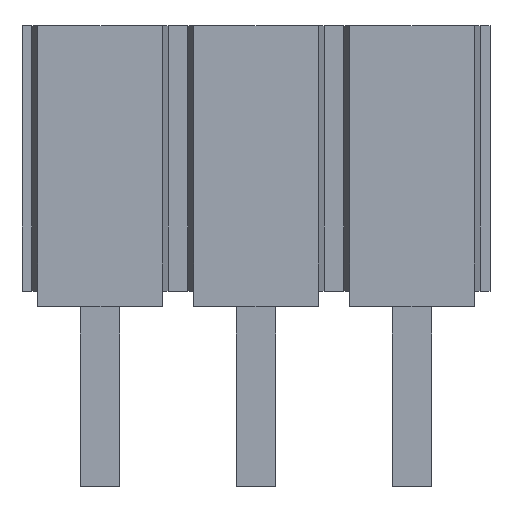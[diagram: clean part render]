
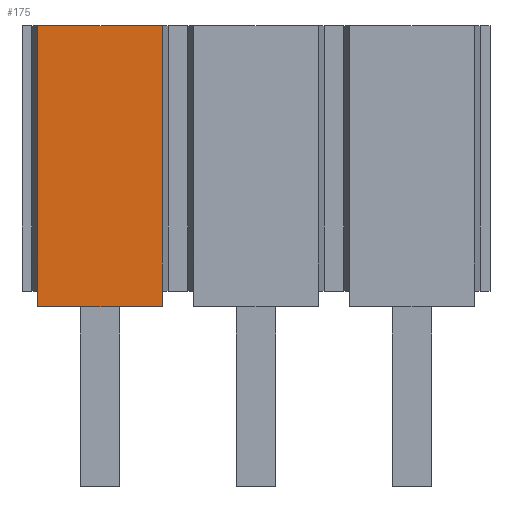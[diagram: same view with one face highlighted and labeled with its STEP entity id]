
A CAD part, top view. The second image highlights one B-rep face of the part: STEP entity #175.
In plain terms, the highlighted planar face has unit normal (0, 0, 1).
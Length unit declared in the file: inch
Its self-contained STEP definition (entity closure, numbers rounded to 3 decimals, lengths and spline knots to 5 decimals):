
#175 = ADVANCED_FACE( '', ( #423 ), #424, .F. );
#423 = FACE_OUTER_BOUND( '', #761, .T. );
#424 = PLANE( '', #762 );
#761 = EDGE_LOOP( '', ( #1097, #1098, #1099, #1100, #1101, #1102 ) );
#762 = AXIS2_PLACEMENT_3D( '', #1103, #1104, #1105 );
#1097 = ORIENTED_EDGE( '', *, *, #2040, .T. );
#1098 = ORIENTED_EDGE( '', *, *, #2041, .F. );
#1099 = ORIENTED_EDGE( '', *, *, #2042, .F. );
#1100 = ORIENTED_EDGE( '', *, *, #2043, .F. );
#1101 = ORIENTED_EDGE( '', *, *, #2044, .T. );
#1102 = ORIENTED_EDGE( '', *, *, #2045, .F. );
#1103 = CARTESIAN_POINT( '', ( -0.15, 0.18, 0.05 ) );
#1104 = DIRECTION( '', ( 0., 0., -1. ) );
#1105 = DIRECTION( '', ( -1., 0., 0. ) );
#2040 = EDGE_CURVE( '', #2417, #2418, #2419, .T. );
#2041 = EDGE_CURVE( '', #2420, #2418, #2421, .T. );
#2042 = EDGE_CURVE( '', #2422, #2420, #2423, .T. );
#2043 = EDGE_CURVE( '', #2424, #2422, #2425, .T. );
#2044 = EDGE_CURVE( '', #2424, #2426, #2427, .T. );
#2045 = EDGE_CURVE( '', #2417, #2426, #2428, .T. );
#2417 = VERTEX_POINT( '', #2966 );
#2418 = VERTEX_POINT( '', #2967 );
#2419 = LINE( '', #2968, #2969 );
#2420 = VERTEX_POINT( '', #2970 );
#2421 = LINE( '', #2971, #2972 );
#2422 = VERTEX_POINT( '', #2973 );
#2423 = LINE( '', #2974, #2975 );
#2424 = VERTEX_POINT( '', #2976 );
#2425 = LINE( '', #2977, #2978 );
#2426 = VERTEX_POINT( '', #2979 );
#2427 = LINE( '', #2980, #2981 );
#2428 = LINE( '', #2982, #2983 );
#2966 = CARTESIAN_POINT( '', ( -0.14, 0., 0.05 ) );
#2967 = CARTESIAN_POINT( '', ( -0.06, 0., 0.05 ) );
#2968 = CARTESIAN_POINT( '', ( -0.15, 0., 0.05 ) );
#2969 = VECTOR( '', #3752, 39.37008 );
#2970 = CARTESIAN_POINT( '', ( -0.06, 0.01, 0.05 ) );
#2971 = CARTESIAN_POINT( '', ( -0.06, 0.01, 0.05 ) );
#2972 = VECTOR( '', #3753, 39.37008 );
#2973 = CARTESIAN_POINT( '', ( -0.06, 0.18, 0.05 ) );
#2974 = CARTESIAN_POINT( '', ( -0.06, 0.18, 0.05 ) );
#2975 = VECTOR( '', #3754, 39.37008 );
#2976 = CARTESIAN_POINT( '', ( -0.14, 0.18, 0.05 ) );
#2977 = CARTESIAN_POINT( '', ( -0.15, 0.18, 0.05 ) );
#2978 = VECTOR( '', #3755, 39.37008 );
#2979 = CARTESIAN_POINT( '', ( -0.14, 0.01, 0.05 ) );
#2980 = CARTESIAN_POINT( '', ( -0.14, 0.18, 0.05 ) );
#2981 = VECTOR( '', #3756, 39.37008 );
#2982 = CARTESIAN_POINT( '', ( -0.14, 0., 0.05 ) );
#2983 = VECTOR( '', #3757, 39.37008 );
#3752 = DIRECTION( '', ( 1., 0., 0. ) );
#3753 = DIRECTION( '', ( 0., -1., 0. ) );
#3754 = DIRECTION( '', ( 0., -1., 0. ) );
#3755 = DIRECTION( '', ( 1., 0., 0. ) );
#3756 = DIRECTION( '', ( 0., -1., 0. ) );
#3757 = DIRECTION( '', ( 0., 1., 0. ) );
